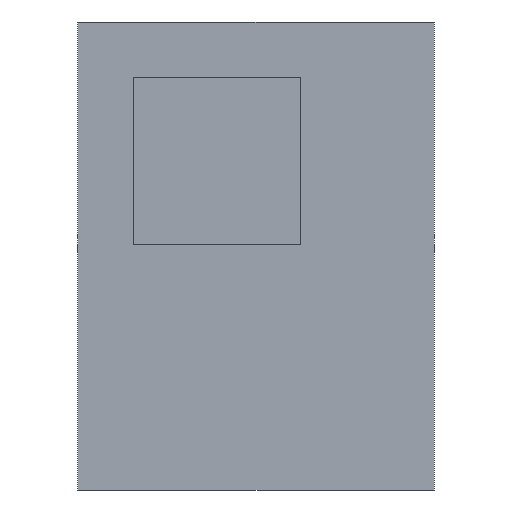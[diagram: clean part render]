
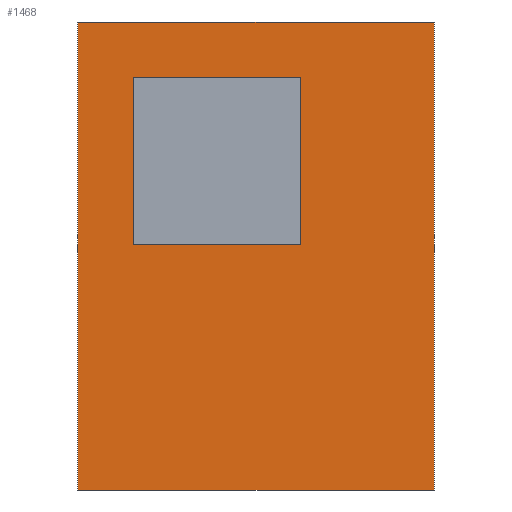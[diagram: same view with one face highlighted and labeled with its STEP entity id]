
A CAD part, front view. The second image highlights one B-rep face of the part: STEP entity #1468.
In plain terms, the highlighted planar face has unit normal (0, -1, 0).
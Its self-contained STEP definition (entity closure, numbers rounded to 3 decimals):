
#23 = CARTESIAN_POINT ( 'NONE',  ( -1.6, 0., 2.1 ) ) ;
#24 = VECTOR ( 'NONE', #2801, 1000. ) ;
#29 = ORIENTED_EDGE ( 'NONE', *, *, #64, .F. ) ;
#64 = EDGE_CURVE ( 'NONE', #1341, #396, #3209, .T. ) ;
#70 = CARTESIAN_POINT ( 'NONE',  ( 0.4, 0., 1.6 ) ) ;
#72 = ORIENTED_EDGE ( 'NONE', *, *, #4391, .F. ) ;
#95 = EDGE_LOOP ( 'NONE', ( #934, #2957, #2151, #270 ) ) ;
#140 = CARTESIAN_POINT ( 'NONE',  ( 0.4, 0., 1.6 ) ) ;
#270 = ORIENTED_EDGE ( 'NONE', *, *, #458, .F. ) ;
#396 = VERTEX_POINT ( 'NONE', #4686 ) ;
#458 = EDGE_CURVE ( 'NONE', #3155, #4177, #621, .T. ) ;
#551 = CARTESIAN_POINT ( 'NONE',  ( 0.4, 0., 0.1 ) ) ;
#569 = ORIENTED_EDGE ( 'NONE', *, *, #2718, .F. ) ;
#591 = CARTESIAN_POINT ( 'NONE',  ( -1.1, 0., 1.6 ) ) ;
#614 = CARTESIAN_POINT ( 'NONE',  ( -1.1, 0., 1.6 ) ) ;
#621 = LINE ( 'NONE', #70, #24 ) ;
#773 = DIRECTION ( 'NONE',  ( 1., 0., 0. ) ) ;
#881 = DIRECTION ( 'NONE',  ( 0., 0., 1. ) ) ;
#934 = ORIENTED_EDGE ( 'NONE', *, *, #4097, .F. ) ;
#952 = DIRECTION ( 'NONE',  ( 0., 1., 0. ) ) ;
#962 = EDGE_CURVE ( 'NONE', #4177, #4192, #2914, .T. ) ;
#1125 = DIRECTION ( 'NONE',  ( 0., 0., -1. ) ) ;
#1162 = CARTESIAN_POINT ( 'NONE',  ( 1.6, 0., -2.1 ) ) ;
#1166 = LINE ( 'NONE', #4616, #1741 ) ;
#1173 = VERTEX_POINT ( 'NONE', #4806 ) ;
#1199 = LINE ( 'NONE', #1553, #3141 ) ;
#1341 = VERTEX_POINT ( 'NONE', #1162 ) ;
#1468 = ADVANCED_FACE ( 'NONE', ( #4350, #4420 ), #3197, .F. ) ;
#1553 = CARTESIAN_POINT ( 'NONE',  ( -1.1, 0., 0.1 ) ) ;
#1626 = VECTOR ( 'NONE', #4024, 1000. ) ;
#1741 = VECTOR ( 'NONE', #1932, 1000. ) ;
#1743 = DIRECTION ( 'NONE',  ( 0., 0., -1. ) ) ;
#1893 = VERTEX_POINT ( 'NONE', #4039 ) ;
#1932 = DIRECTION ( 'NONE',  ( 0., 0., 1. ) ) ;
#2094 = VECTOR ( 'NONE', #4195, 1000. ) ;
#2151 = ORIENTED_EDGE ( 'NONE', *, *, #962, .F. ) ;
#2279 = DIRECTION ( 'NONE',  ( -1., 0., 0. ) ) ;
#2303 = LINE ( 'NONE', #23, #2094 ) ;
#2311 = CARTESIAN_POINT ( 'NONE',  ( -1.1, 0., 1.6 ) ) ;
#2468 = VECTOR ( 'NONE', #1125, 1000. ) ;
#2473 = EDGE_CURVE ( 'NONE', #4192, #1893, #3513, .T. ) ;
#2718 = EDGE_CURVE ( 'NONE', #396, #1173, #1166, .T. ) ;
#2741 = ORIENTED_EDGE ( 'NONE', *, *, #3582, .F. ) ;
#2801 = DIRECTION ( 'NONE',  ( 0., 0., 1. ) ) ;
#2914 = LINE ( 'NONE', #591, #3734 ) ;
#2943 = AXIS2_PLACEMENT_3D ( 'NONE', #4704, #952, #881 ) ;
#2957 = ORIENTED_EDGE ( 'NONE', *, *, #2473, .F. ) ;
#3141 = VECTOR ( 'NONE', #773, 1000. ) ;
#3155 = VERTEX_POINT ( 'NONE', #551 ) ;
#3197 = PLANE ( 'NONE',  #2943 ) ;
#3198 = EDGE_LOOP ( 'NONE', ( #72, #2741, #569, #29 ) ) ;
#3201 = VERTEX_POINT ( 'NONE', #4774 ) ;
#3209 = LINE ( 'NONE', #3609, #1626 ) ;
#3222 = LINE ( 'NONE', #4424, #3711 ) ;
#3513 = LINE ( 'NONE', #2311, #2468 ) ;
#3582 = EDGE_CURVE ( 'NONE', #1173, #3201, #2303, .T. ) ;
#3609 = CARTESIAN_POINT ( 'NONE',  ( -1.6, 0., -2.1 ) ) ;
#3711 = VECTOR ( 'NONE', #1743, 1000. ) ;
#3734 = VECTOR ( 'NONE', #2279, 1000. ) ;
#4024 = DIRECTION ( 'NONE',  ( -1., 0., 0. ) ) ;
#4039 = CARTESIAN_POINT ( 'NONE',  ( -1.1, 0., 0.1 ) ) ;
#4097 = EDGE_CURVE ( 'NONE', #1893, #3155, #1199, .T. ) ;
#4177 = VERTEX_POINT ( 'NONE', #140 ) ;
#4192 = VERTEX_POINT ( 'NONE', #614 ) ;
#4195 = DIRECTION ( 'NONE',  ( 1., 0., 0. ) ) ;
#4350 = FACE_BOUND ( 'NONE', #95, .T. ) ;
#4391 = EDGE_CURVE ( 'NONE', #3201, #1341, #3222, .T. ) ;
#4420 = FACE_OUTER_BOUND ( 'NONE', #3198, .T. ) ;
#4424 = CARTESIAN_POINT ( 'NONE',  ( 1.6, 0., -2.1 ) ) ;
#4616 = CARTESIAN_POINT ( 'NONE',  ( -1.6, 0., -2.1 ) ) ;
#4686 = CARTESIAN_POINT ( 'NONE',  ( -1.6, 0., -2.1 ) ) ;
#4704 = CARTESIAN_POINT ( 'NONE',  ( 0., 0., 0. ) ) ;
#4774 = CARTESIAN_POINT ( 'NONE',  ( 1.6, 0., 2.1 ) ) ;
#4806 = CARTESIAN_POINT ( 'NONE',  ( -1.6, 0., 2.1 ) ) ;
